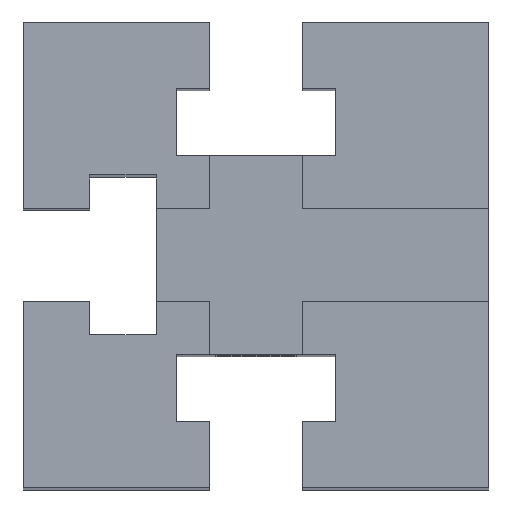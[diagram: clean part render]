
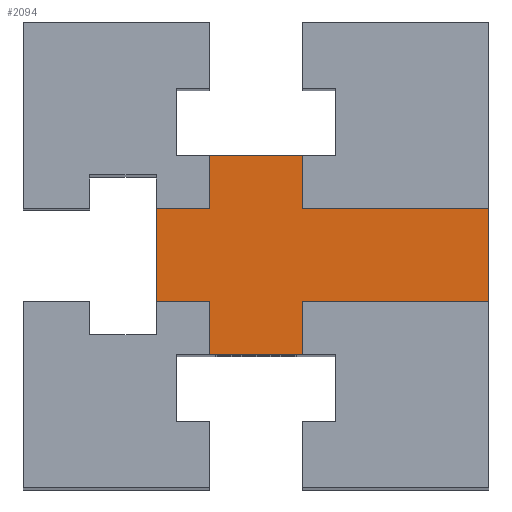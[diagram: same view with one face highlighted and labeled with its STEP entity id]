
A CAD part, top view. The second image highlights one B-rep face of the part: STEP entity #2094.
In plain terms, the highlighted planar face has unit normal (0, 0, 1).
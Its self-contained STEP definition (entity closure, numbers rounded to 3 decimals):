
#1056=EDGE_CURVE('',#1654,#2586,#2825,.T.);
#1208=VERTEX_POINT('',#2991);
#1328=EDGE_CURVE('',#1882,#1654,#3127,.T.);
#1440=VERTEX_POINT('',#3246);
#1644=EDGE_CURVE('',#2112,#1940,#3461,.T.);
#1654=VERTEX_POINT('',#3472);
#1688=VERTEX_POINT('',#3509);
#1714=EDGE_CURVE('',#1208,#2228,#3537,.T.);
#1792=EDGE_CURVE('',#2228,#2084,#3625,.T.);
#1878=EDGE_CURVE('',#1440,#2562,#3720,.T.);
#1882=VERTEX_POINT('',#3724);
#1940=VERTEX_POINT('',#3792);
#1974=VERTEX_POINT('',#3830);
#2048=EDGE_CURVE('',#1882,#1208,#3910,.T.);
#2072=EDGE_CURVE('',#1688,#2084,#3936,.T.);
#2080=EDGE_CURVE('',#1440,#1974,#3944,.T.);
#2084=VERTEX_POINT('',#3948);
#2094=ADVANCED_FACE('',(#3959),#3960,.F.);
#2112=VERTEX_POINT('',#3979);
#2176=EDGE_CURVE('',#1974,#2586,#4053,.T.);
#2214=EDGE_CURVE('',#1688,#2112,#4093,.T.);
#2228=VERTEX_POINT('',#4109);
#2378=EDGE_CURVE('',#2562,#1940,#4275,.T.);
#2562=VERTEX_POINT('',#4473);
#2586=VERTEX_POINT('',#4498);
#2825=LINE('',#4810,#4811);
#2991=CARTESIAN_POINT('',(12.0,12.0,190.0));
#3127=LINE('',#5260,#5261);
#3246=CARTESIAN_POINT('',(-12.0,-15.0,190.0));
#3461=LINE('',#5751,#5752);
#3472=CARTESIAN_POINT('',(35.,-12.0,190.0));
#3509=CARTESIAN_POINT('',(-12.0,12.0,190.0));
#3537=LINE('',#5852,#5853);
#3625=LINE('',#5973,#5974);
#3720=LINE('',#6108,#6109);
#3724=CARTESIAN_POINT('',(35.,12.0,190.0));
#3792=CARTESIAN_POINT('',(-15.0,-12.0,190.0));
#3830=CARTESIAN_POINT('',(12.0,-15.0,190.0));
#3910=LINE('',#6367,#6368);
#3936=LINE('',#6404,#6405);
#3944=LINE('',#6418,#6419);
#3948=CARTESIAN_POINT('',(-12.0,15.0,190.0));
#3959=FACE_OUTER_BOUND('',#6439,.T.);
#3960=PLANE('',#6440);
#3979=CARTESIAN_POINT('',(-15.0,12.0,190.0));
#4053=LINE('',#6566,#6567);
#4093=LINE('',#6628,#6629);
#4109=CARTESIAN_POINT('',(12.0,15.0,190.0));
#4275=LINE('',#6885,#6886);
#4473=CARTESIAN_POINT('',(-12.0,-12.0,190.0));
#4498=CARTESIAN_POINT('',(12.0,-12.0,190.0));
#4810=CARTESIAN_POINT('',(35.,-12.0,190.0));
#4811=VECTOR('',#7447,1.0);
#5260=CARTESIAN_POINT('',(35.0,21.0,190.0));
#5261=VECTOR('',#7783,1.0);
#5751=CARTESIAN_POINT('',(-15.0,9.5,190.0));
#5752=VECTOR('',#8045,1.0);
#5852=CARTESIAN_POINT('',(12.0,-35.0,190.0));
#5853=VECTOR('',#8120,1.0);
#5973=CARTESIAN_POINT('',(-14.0,15.0,190.0));
#5974=VECTOR('',#8235,1.0);
#6108=CARTESIAN_POINT('',(-12.0,-35.0,190.0));
#6109=VECTOR('',#8336,1.0);
#6367=CARTESIAN_POINT('',(35.,12.0,190.0));
#6368=VECTOR('',#8550,1.0);
#6404=CARTESIAN_POINT('',(-12.0,-35.0,190.0));
#6405=VECTOR('',#8582,1.0);
#6418=CARTESIAN_POINT('',(-21.0,-15.0,190.0));
#6419=VECTOR('',#8585,1.0);
#6439=EDGE_LOOP('',(#8600,#8601,#8602,#8603,#8604,#8605,#8606,#8607,#8608,#8609,#8610,#8611));
#6440=AXIS2_PLACEMENT_3D('',#8612,#8613,#8614);
#6566=CARTESIAN_POINT('',(12.0,-35.0,190.0));
#6567=VECTOR('',#8753,1.0);
#6628=CARTESIAN_POINT('',(35.,12.0,190.0));
#6629=VECTOR('',#8780,1.0);
#6885=CARTESIAN_POINT('',(35.,-12.0,190.0));
#6886=VECTOR('',#9004,1.0);
#7447=DIRECTION('',(-1.0,0.0,0.0));
#7783=DIRECTION('',(0.0,-1.0,0.0));
#8045=DIRECTION('',(0.0,-1.0,0.0));
#8120=DIRECTION('',(0.0,1.0,0.0));
#8235=DIRECTION('',(-1.0,0.0,0.0));
#8336=DIRECTION('',(0.0,1.0,0.0));
#8550=DIRECTION('',(-1.0,0.0,0.0));
#8582=DIRECTION('',(0.0,1.0,0.0));
#8585=DIRECTION('',(1.0,0.0,0.0));
#8600=ORIENTED_EDGE('',*,*,#1644,.T.);
#8601=ORIENTED_EDGE('',*,*,#2378,.F.);
#8602=ORIENTED_EDGE('',*,*,#1878,.F.);
#8603=ORIENTED_EDGE('',*,*,#2080,.T.);
#8604=ORIENTED_EDGE('',*,*,#2176,.T.);
#8605=ORIENTED_EDGE('',*,*,#1056,.F.);
#8606=ORIENTED_EDGE('',*,*,#1328,.F.);
#8607=ORIENTED_EDGE('',*,*,#2048,.T.);
#8608=ORIENTED_EDGE('',*,*,#1714,.T.);
#8609=ORIENTED_EDGE('',*,*,#1792,.T.);
#8610=ORIENTED_EDGE('',*,*,#2072,.F.);
#8611=ORIENTED_EDGE('',*,*,#2214,.T.);
#8612=CARTESIAN_POINT('',(-35.0,7.,190.0));
#8613=DIRECTION('',(0.0,0.0,-1.0));
#8614=DIRECTION('',(-1.0,0.0,0.0));
#8753=DIRECTION('',(0.0,1.0,0.0));
#8780=DIRECTION('',(-1.0,0.0,0.0));
#9004=DIRECTION('',(-1.0,0.0,0.0));
